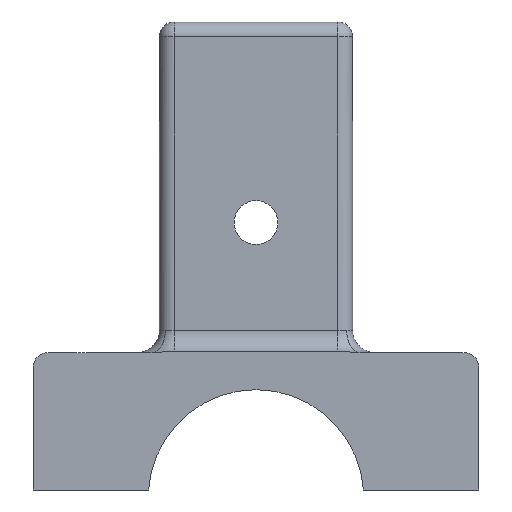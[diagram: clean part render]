
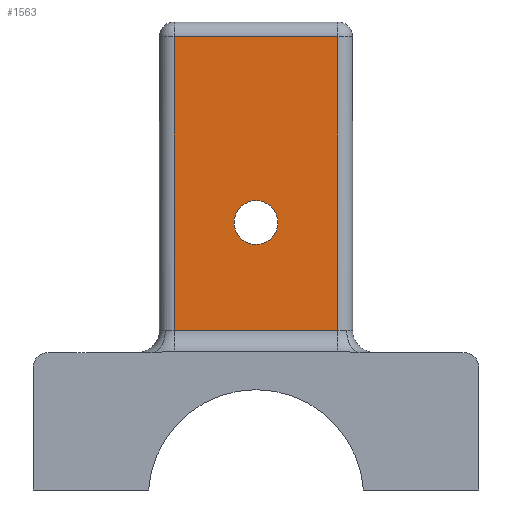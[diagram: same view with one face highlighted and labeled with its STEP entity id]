
A CAD part, front view. The second image highlights one B-rep face of the part: STEP entity #1563.
In plain terms, the highlighted planar face has unit normal (0, -1, 0).
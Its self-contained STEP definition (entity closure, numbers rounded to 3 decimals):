
#40=FACE_BOUND('',#251,.T.);
#62=PLANE('',#1758);
#146=FACE_OUTER_BOUND('',#250,.T.);
#250=EDGE_LOOP('',(#1293,#1294,#1295,#1296));
#251=EDGE_LOOP('',(#1297,#1298));
#322=LINE('',#2550,#428);
#352=LINE('',#2690,#458);
#364=LINE('',#2728,#470);
#365=LINE('',#2730,#471);
#428=VECTOR('',#1986,3.);
#458=VECTOR('',#2142,2.);
#470=VECTOR('',#2188,10.);
#471=VECTOR('',#2191,10.);
#575=CIRCLE('',#1735,2.95);
#576=CIRCLE('',#1736,2.95);
#676=VERTEX_POINT('',#2538);
#679=VERTEX_POINT('',#2548);
#712=VERTEX_POINT('',#2671);
#713=VERTEX_POINT('',#2672);
#715=VERTEX_POINT('',#2679);
#720=VERTEX_POINT('',#2688);
#844=EDGE_CURVE('',#679,#676,#322,.T.);
#902=EDGE_CURVE('',#712,#713,#575,.T.);
#903=EDGE_CURVE('',#713,#712,#576,.T.);
#911=EDGE_CURVE('',#720,#715,#352,.T.);
#931=EDGE_CURVE('',#715,#679,#364,.T.);
#932=EDGE_CURVE('',#720,#676,#365,.T.);
#1293=ORIENTED_EDGE('',*,*,#844,.F.);
#1294=ORIENTED_EDGE('',*,*,#931,.F.);
#1295=ORIENTED_EDGE('',*,*,#911,.F.);
#1296=ORIENTED_EDGE('',*,*,#932,.T.);
#1297=ORIENTED_EDGE('',*,*,#902,.T.);
#1298=ORIENTED_EDGE('',*,*,#903,.T.);
#1563=ADVANCED_FACE('',(#146,#40),#62,.T.);
#1735=AXIS2_PLACEMENT_3D('',#2673,#2126,#2127);
#1736=AXIS2_PLACEMENT_3D('',#2674,#2128,#2129);
#1758=AXIS2_PLACEMENT_3D('',#2729,#2189,#2190);
#1986=DIRECTION('',(-1.,0.,0.));
#2126=DIRECTION('center_axis',(0.,1.,0.));
#2127=DIRECTION('ref_axis',(1.,0.,0.));
#2128=DIRECTION('center_axis',(0.,1.,0.));
#2129=DIRECTION('ref_axis',(1.,0.,0.));
#2142=DIRECTION('',(1.,0.,0.));
#2188=DIRECTION('',(0.,0.,-1.));
#2189=DIRECTION('center_axis',(0.,-1.,0.));
#2190=DIRECTION('ref_axis',(-1.,0.,0.));
#2191=DIRECTION('',(0.,0.,-1.));
#2538=CARTESIAN_POINT('',(-11.,-13.,-1.5));
#2548=CARTESIAN_POINT('',(11.,-13.,-1.5));
#2550=CARTESIAN_POINT('',(0.,-13.,-1.5));
#2671=CARTESIAN_POINT('',(2.95,-13.,13.));
#2672=CARTESIAN_POINT('',(-2.95,-13.,13.));
#2673=CARTESIAN_POINT('Origin',(0.,-13.,13.));
#2674=CARTESIAN_POINT('Origin',(0.,-13.,13.));
#2679=CARTESIAN_POINT('',(11.,-13.,38.));
#2688=CARTESIAN_POINT('',(-11.,-13.,38.));
#2690=CARTESIAN_POINT('',(11.,-13.,38.));
#2728=CARTESIAN_POINT('',(11.,-13.,0.));
#2729=CARTESIAN_POINT('Origin',(11.,-13.,0.));
#2730=CARTESIAN_POINT('',(-11.,-13.,0.));
